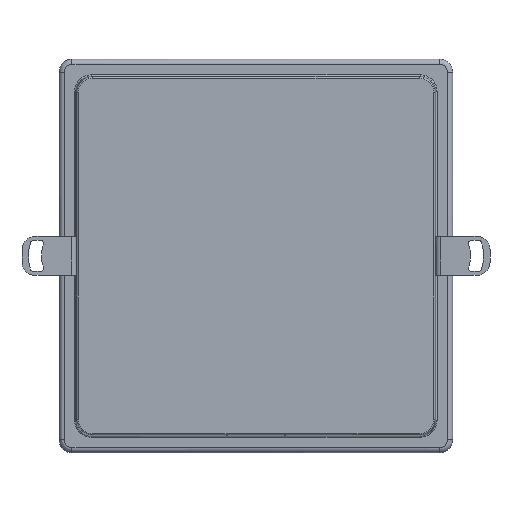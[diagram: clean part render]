
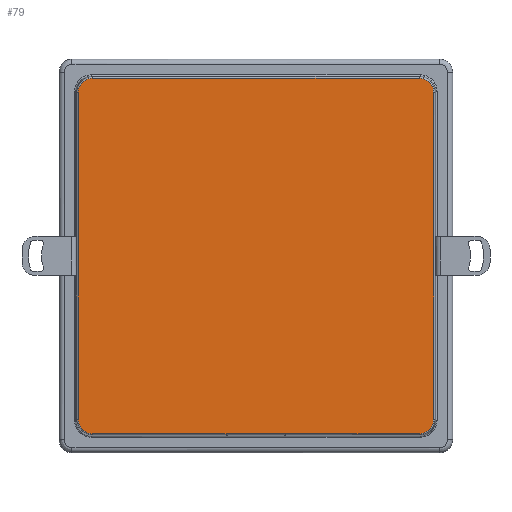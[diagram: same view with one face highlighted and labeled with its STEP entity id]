
A CAD part, top view. The second image highlights one B-rep face of the part: STEP entity #79.
In plain terms, the highlighted planar face has unit normal (0, 0, 1).
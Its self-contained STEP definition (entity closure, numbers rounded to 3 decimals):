
#79=ADVANCED_FACE('',(#370),#4170,.T.);
#370=FACE_OUTER_BOUND('',#644,.T.);
#644=EDGE_LOOP('',(#1158,#1159,#1160,#1161,#1162,#1163,#1164,#1165,#1166,
#1167));
#1158=ORIENTED_EDGE('',*,*,#2497,.F.);
#1159=ORIENTED_EDGE('',*,*,#2368,.F.);
#1160=ORIENTED_EDGE('',*,*,#2408,.F.);
#1161=ORIENTED_EDGE('',*,*,#2367,.F.);
#1162=ORIENTED_EDGE('',*,*,#2411,.F.);
#1163=ORIENTED_EDGE('',*,*,#2366,.F.);
#1164=ORIENTED_EDGE('',*,*,#2400,.F.);
#1165=ORIENTED_EDGE('',*,*,#2365,.F.);
#1166=ORIENTED_EDGE('',*,*,#2499,.F.);
#1167=ORIENTED_EDGE('',*,*,#2372,.T.);
#2365=EDGE_CURVE('',#3684,#3683,#2949,.T.);
#2366=EDGE_CURVE('',#3686,#3692,#2950,.T.);
#2367=EDGE_CURVE('',#3696,#3694,#2951,.T.);
#2368=EDGE_CURVE('',#3690,#3689,#2952,.T.);
#2372=EDGE_CURVE('',#3663,#3662,#2956,.T.);
#2400=EDGE_CURVE('',#3683,#3686,#3267,.T.);
#2408=EDGE_CURVE('',#3694,#3690,#3269,.T.);
#2411=EDGE_CURVE('',#3692,#3696,#3271,.T.);
#2497=EDGE_CURVE('',#3689,#3662,#3310,.T.);
#2499=EDGE_CURVE('',#3663,#3684,#3312,.T.);
#2949=(
BOUNDED_CURVE()
B_SPLINE_CURVE(2,(#6537,#6538,#6539,#6540,#6541),.UNSPECIFIED.,.F.,.F.)
B_SPLINE_CURVE_WITH_KNOTS((3,2,3),(51.489,55.808,60.128),
 .UNSPECIFIED.)
CURVE()
GEOMETRIC_REPRESENTATION_ITEM()
RATIONAL_B_SPLINE_CURVE((1.,1.,1.172,1.,
1.))
REPRESENTATION_ITEM('')
);
#2950=(
BOUNDED_CURVE()
B_SPLINE_CURVE(2,(#6542,#6543,#6544,#6545,#6546),.UNSPECIFIED.,.F.,.F.)
B_SPLINE_CURVE_WITH_KNOTS((3,2,3),(186.105,190.424,194.744),
 .UNSPECIFIED.)
CURVE()
GEOMETRIC_REPRESENTATION_ITEM()
RATIONAL_B_SPLINE_CURVE((1.,1.,1.172,1.,
1.))
REPRESENTATION_ITEM('')
);
#2951=(
BOUNDED_CURVE()
B_SPLINE_CURVE(2,(#6547,#6548,#6549,#6550,#6551),.UNSPECIFIED.,.F.,.F.)
B_SPLINE_CURVE_WITH_KNOTS((3,2,3),(320.721,325.04,329.36),
 .UNSPECIFIED.)
CURVE()
GEOMETRIC_REPRESENTATION_ITEM()
RATIONAL_B_SPLINE_CURVE((1.,1.,1.172,1.,
1.))
REPRESENTATION_ITEM('')
);
#2952=(
BOUNDED_CURVE()
B_SPLINE_CURVE(2,(#6552,#6553,#6554,#6555,#6556),.UNSPECIFIED.,.F.,.F.)
B_SPLINE_CURVE_WITH_KNOTS((3,2,3),(455.337,459.657,463.976),
 .UNSPECIFIED.)
CURVE()
GEOMETRIC_REPRESENTATION_ITEM()
RATIONAL_B_SPLINE_CURVE((1.,1.,1.172,1.,
1.))
REPRESENTATION_ITEM('')
);
#2956=(
BOUNDED_CURVE()
B_SPLINE_CURVE(1,(#6565,#6566),.UNSPECIFIED.,.F.,.F.)
B_SPLINE_CURVE_WITH_KNOTS((2,2),(0.,23.),.UNSPECIFIED.)
CURVE()
GEOMETRIC_REPRESENTATION_ITEM()
RATIONAL_B_SPLINE_CURVE((1.,1.))
REPRESENTATION_ITEM('')
);
#3267=B_SPLINE_CURVE_WITH_KNOTS('',1,(#6668,#6669),.UNSPECIFIED.,.F.,.F.,
(2,2),(-125.977,0.),.UNSPECIFIED.);
#3269=B_SPLINE_CURVE_WITH_KNOTS('',1,(#6698,#6699),.UNSPECIFIED.,.F.,.F.,
(2,2),(-125.977,0.),.UNSPECIFIED.);
#3271=B_SPLINE_CURVE_WITH_KNOTS('',1,(#6705,#6706),.UNSPECIFIED.,.F.,.F.,
(2,2),(-125.977,0.),.UNSPECIFIED.);
#3310=B_SPLINE_CURVE_WITH_KNOTS('',1,(#6996,#6997),.UNSPECIFIED.,.F.,.F.,
(2,2),(-51.489,0.),.UNSPECIFIED.);
#3312=B_SPLINE_CURVE_WITH_KNOTS('',1,(#7000,#7001),.UNSPECIFIED.,.F.,.F.,
(2,2),(-51.489,0.),.UNSPECIFIED.);
#3662=VERTEX_POINT('',#6380);
#3663=VERTEX_POINT('',#6381);
#3683=VERTEX_POINT('',#6401);
#3684=VERTEX_POINT('',#6402);
#3686=VERTEX_POINT('',#6404);
#3689=VERTEX_POINT('',#6407);
#3690=VERTEX_POINT('',#6408);
#3692=VERTEX_POINT('',#6410);
#3694=VERTEX_POINT('',#6412);
#3696=VERTEX_POINT('',#6414);
#4170=PLANE('',#4370);
#4370=AXIS2_PLACEMENT_3D('',#5464,#4485,$);
#4485=DIRECTION('',(0.,0.,1.));
#5464=CARTESIAN_POINT('',(-69.857,74.35,-8.702));
#6380=CARTESIAN_POINT('',(11.5,-63.996,-8.702));
#6381=CARTESIAN_POINT('',(-11.5,-63.996,-8.702));
#6401=CARTESIAN_POINT('',(-68.488,-58.496,-8.702));
#6402=CARTESIAN_POINT('',(-62.989,-63.996,-8.702));
#6404=CARTESIAN_POINT('',(-68.488,67.481,-8.702));
#6407=CARTESIAN_POINT('',(62.989,-63.996,-8.702));
#6408=CARTESIAN_POINT('',(68.488,-58.496,-8.702));
#6410=CARTESIAN_POINT('',(-62.989,72.98,-8.702));
#6412=CARTESIAN_POINT('',(68.488,67.481,-8.702));
#6414=CARTESIAN_POINT('',(62.989,72.98,-8.702));
#6537=CARTESIAN_POINT('',(-62.989,-63.996,-8.702));
#6538=CARTESIAN_POINT('',(-65.267,-63.996,-8.702));
#6539=CARTESIAN_POINT('',(-66.877,-62.385,-8.702));
#6540=CARTESIAN_POINT('',(-68.488,-60.775,-8.702));
#6541=CARTESIAN_POINT('',(-68.488,-58.496,-8.702));
#6542=CARTESIAN_POINT('',(-68.488,67.481,-8.702));
#6543=CARTESIAN_POINT('',(-68.488,69.759,-8.702));
#6544=CARTESIAN_POINT('',(-66.877,71.369,-8.702));
#6545=CARTESIAN_POINT('',(-65.267,72.98,-8.702));
#6546=CARTESIAN_POINT('',(-62.989,72.98,-8.702));
#6547=CARTESIAN_POINT('',(62.989,72.98,-8.702));
#6548=CARTESIAN_POINT('',(65.267,72.98,-8.702));
#6549=CARTESIAN_POINT('',(66.877,71.369,-8.702));
#6550=CARTESIAN_POINT('',(68.488,69.759,-8.702));
#6551=CARTESIAN_POINT('',(68.488,67.481,-8.702));
#6552=CARTESIAN_POINT('',(68.488,-58.496,-8.702));
#6553=CARTESIAN_POINT('',(68.488,-60.775,-8.702));
#6554=CARTESIAN_POINT('',(66.877,-62.385,-8.702));
#6555=CARTESIAN_POINT('',(65.267,-63.996,-8.702));
#6556=CARTESIAN_POINT('',(62.989,-63.996,-8.702));
#6565=CARTESIAN_POINT('',(-11.5,-63.996,-8.702));
#6566=CARTESIAN_POINT('',(11.5,-63.996,-8.702));
#6668=CARTESIAN_POINT('',(-68.488,-58.496,-8.702));
#6669=CARTESIAN_POINT('',(-68.488,67.481,-8.702));
#6698=CARTESIAN_POINT('',(68.488,67.481,-8.702));
#6699=CARTESIAN_POINT('',(68.488,-58.496,-8.702));
#6705=CARTESIAN_POINT('',(-62.989,72.98,-8.702));
#6706=CARTESIAN_POINT('',(62.989,72.98,-8.702));
#6996=CARTESIAN_POINT('',(62.989,-63.996,-8.702));
#6997=CARTESIAN_POINT('',(11.5,-63.996,-8.702));
#7000=CARTESIAN_POINT('',(-11.5,-63.996,-8.702));
#7001=CARTESIAN_POINT('',(-62.989,-63.996,-8.702));
